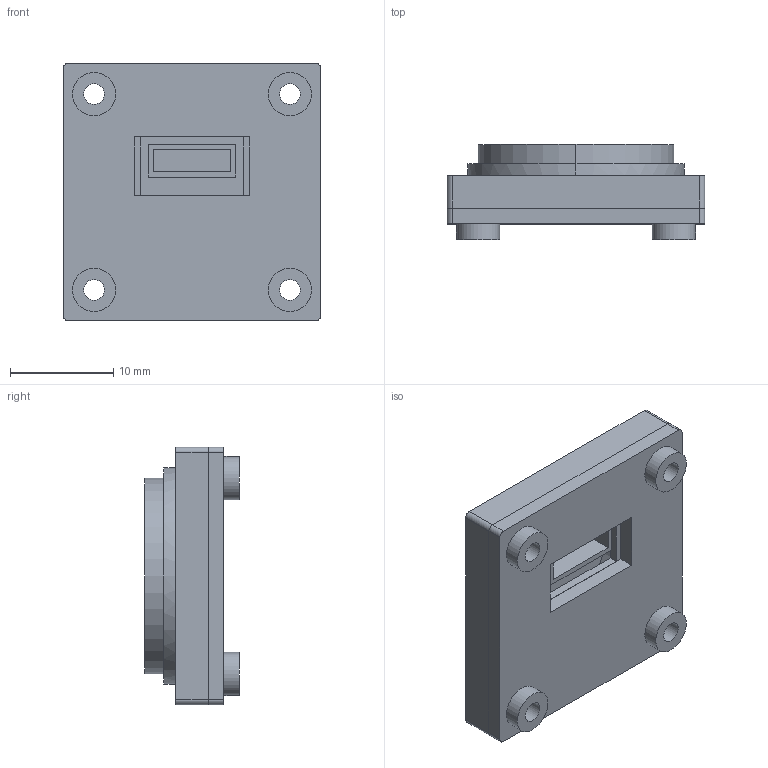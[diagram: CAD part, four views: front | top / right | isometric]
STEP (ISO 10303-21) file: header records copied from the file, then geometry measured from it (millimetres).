
FILE_DESCRIPTION(('FreeCAD Model'),'2;1');
FILE_NAME('Open CASCADE Shape Model','2025-06-30T21:31:17',(''),(''), 'Open CASCADE STEP processor 7.8','FreeCAD','Unknown');
FILE_SCHEMA(('AUTOMOTIVE_DESIGN { 1 0 10303 214 1 1 1 1 }'));
Length unit declared in the file: millimetre
Products named in the file (5): module_holder; ZW-101; mod; CP-6852 PCB; HolderWStub
Assembly tree (4 placements, depth 3):
  module_holder
    ZW-101
      mod
      CP-6852 PCB
    HolderWStub
Bounding box: 25 x 9.2 x 25 mm (x, y, z)
Volume: 2977.1 mm3; surface area: 4137.5 mm2
Topology: 3 solids, 3 shells, 98 faces, 216 edges, 140 vertices
Faces by surface type: plane 49, cylinder 47, cone 2
Full cylindrical faces by diameter (mm): 2 x4, 2.8 x4, 4.2 x4
Entity records: 2857 total; most frequent: DIRECTION 521, CARTESIAN_POINT 459, ORIENTED_EDGE 432, EDGE_CURVE 216, AXIS2_PLACEMENT_3D 202, VERTEX_POINT 140, FACE_BOUND 126, EDGE_LOOP 126
